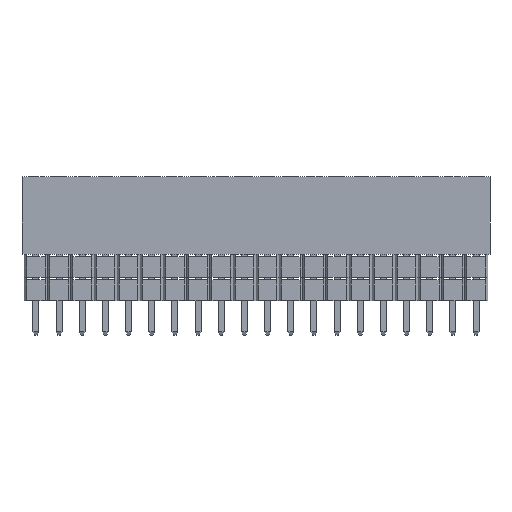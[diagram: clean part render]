
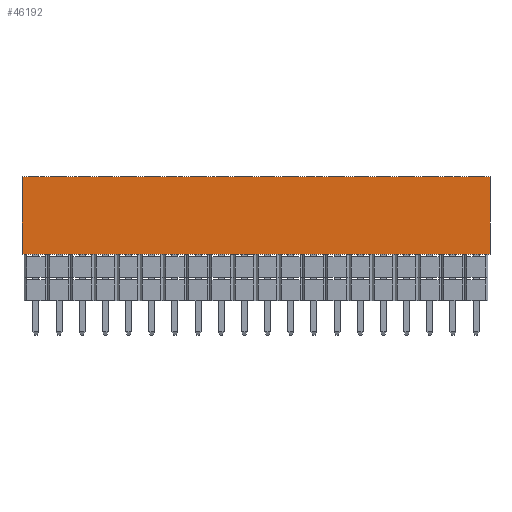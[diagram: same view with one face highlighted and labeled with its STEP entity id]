
A CAD part, front view. The second image highlights one B-rep face of the part: STEP entity #46192.
In plain terms, the highlighted planar face has unit normal (0, -1, 0).
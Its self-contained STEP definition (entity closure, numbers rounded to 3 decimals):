
#32914=CARTESIAN_POINT('',(-1.52,-1.244,2.54));
#32915=VERTEX_POINT('',#32914);
#32922=CARTESIAN_POINT('',(-1.52,-1.244,11.04));
#32923=VERTEX_POINT('',#32922);
#32924=CARTESIAN_POINT('',(-1.52,-1.244,11.04));
#32925=DIRECTION('',(-0.,-0.,-1.));
#32926=VECTOR('',#32925,8.5);
#32927=LINE('',#32924,#32926);
#32928=EDGE_CURVE('',#32923,#32915,#32927,.T.);
#45343=CARTESIAN_POINT('',(49.78,-1.244,11.04));
#45344=VERTEX_POINT('',#45343);
#45345=CARTESIAN_POINT('',(-1.52,-1.244,11.04));
#45346=DIRECTION('',(1.,0.,-0.));
#45347=VECTOR('',#45346,51.3);
#45348=LINE('',#45345,#45347);
#45349=EDGE_CURVE('',#32923,#45344,#45348,.T.);
#46169=CARTESIAN_POINT('',(23.88,-1.244,11.04));
#46170=DIRECTION('',(0.,-1.,0.));
#46171=DIRECTION('',(-0.,-0.,-1.));
#46172=AXIS2_PLACEMENT_3D('',#46169,#46170,#46171);
#46173=PLANE('',#46172);
#46174=CARTESIAN_POINT('',(49.78,-1.244,2.54));
#46175=VERTEX_POINT('',#46174);
#46176=CARTESIAN_POINT('',(-1.52,-1.244,2.54));
#46177=DIRECTION('',(1.,0.,-0.));
#46178=VECTOR('',#46177,51.3);
#46179=LINE('',#46176,#46178);
#46180=EDGE_CURVE('',#32915,#46175,#46179,.T.);
#46181=ORIENTED_EDGE('',*,*,#46180,.T.);
#46182=CARTESIAN_POINT('',(49.78,-1.244,11.04));
#46183=DIRECTION('',(-0.,-0.,-1.));
#46184=VECTOR('',#46183,8.5);
#46185=LINE('',#46182,#46184);
#46186=EDGE_CURVE('',#45344,#46175,#46185,.T.);
#46187=ORIENTED_EDGE('',*,*,#46186,.F.);
#46188=ORIENTED_EDGE('',*,*,#45349,.F.);
#46189=ORIENTED_EDGE('',*,*,#32928,.T.);
#46190=EDGE_LOOP('',(#46181,#46187,#46188,#46189));
#46191=FACE_BOUND('',#46190,.T.);
#46192=ADVANCED_FACE('',(#46191),#46173,.T.);
